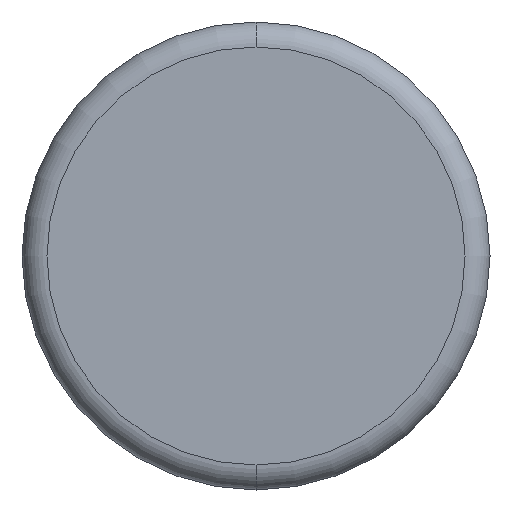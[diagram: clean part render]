
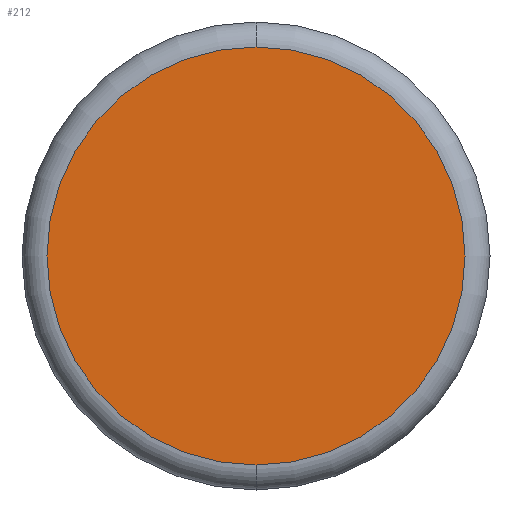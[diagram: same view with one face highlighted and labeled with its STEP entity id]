
A CAD part, front view. The second image highlights one B-rep face of the part: STEP entity #212.
In plain terms, the highlighted planar face has unit normal (0, -1, 0).
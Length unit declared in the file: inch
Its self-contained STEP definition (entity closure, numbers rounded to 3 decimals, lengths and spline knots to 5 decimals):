
#11 = AXIS2_PLACEMENT_3D ( 'NONE', #77, #311, #110 ) ;
#32 = FACE_OUTER_BOUND ( 'NONE', #151, .T. ) ;
#54 = DIRECTION ( 'NONE',  ( 0., 0., -1. ) ) ;
#77 = CARTESIAN_POINT ( 'NONE',  ( 0., 0., 0. ) ) ;
#78 = PLANE ( 'NONE',  #160 ) ;
#82 = CIRCLE ( 'NONE', #118, 0.1675 ) ;
#94 = DIRECTION ( 'NONE',  ( 0., -1., 0. ) ) ;
#109 = DIRECTION ( 'NONE',  ( 0., -1., 0. ) ) ;
#110 = DIRECTION ( 'NONE',  ( 0., 0., -1. ) ) ;
#118 = AXIS2_PLACEMENT_3D ( 'NONE', #379, #109, #255 ) ;
#120 = ORIENTED_EDGE ( 'NONE', *, *, #294, .T. ) ;
#126 = VERTEX_POINT ( 'NONE', #381 ) ;
#151 = EDGE_LOOP ( 'NONE', ( #340, #120 ) ) ;
#160 = AXIS2_PLACEMENT_3D ( 'NONE', #325, #94, #54 ) ;
#212 = ADVANCED_FACE ( 'NONE', ( #32 ), #78, .T. ) ;
#246 = CIRCLE ( 'NONE', #11, 0.1675 ) ;
#255 = DIRECTION ( 'NONE',  ( 0., 0., -1. ) ) ;
#294 = EDGE_CURVE ( 'NONE', #369, #126, #246, .T. ) ;
#310 = EDGE_CURVE ( 'NONE', #126, #369, #82, .T. ) ;
#311 = DIRECTION ( 'NONE',  ( 0., -1., 0. ) ) ;
#325 = CARTESIAN_POINT ( 'NONE',  ( 0., 0., 0. ) ) ;
#340 = ORIENTED_EDGE ( 'NONE', *, *, #310, .T. ) ;
#369 = VERTEX_POINT ( 'NONE', #373 ) ;
#373 = CARTESIAN_POINT ( 'NONE',  ( 0., 0., 0.1675 ) ) ;
#379 = CARTESIAN_POINT ( 'NONE',  ( 0., 0., 0. ) ) ;
#381 = CARTESIAN_POINT ( 'NONE',  ( 0., 0., -0.1675 ) ) ;
